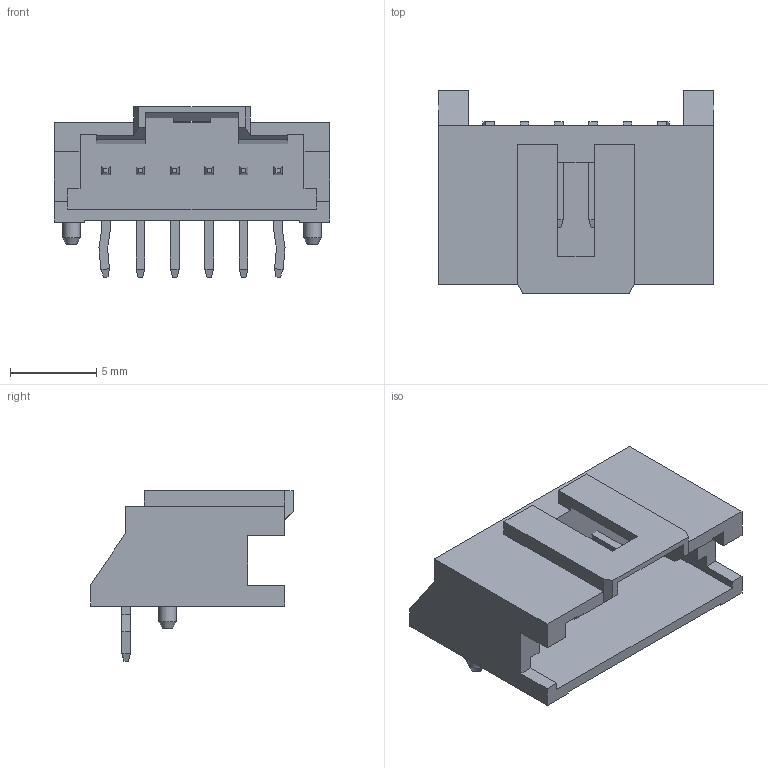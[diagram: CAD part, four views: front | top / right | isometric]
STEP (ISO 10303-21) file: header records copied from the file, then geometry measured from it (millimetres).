
FILE_DESCRIPTION(/* description */ (''),/* implementation_level */ '2;1');
FILE_NAME(/* name */ '559350610.step',/* time_stamp */ '2023-10-25T16:28:37-04:00',/* author */ (''),/* organization */ (''),/* preprocessor_version */ 'ST-DEVELOPER v20',/* originating_system */ 'Autodesk Translation Framework v12.14.0.127',/* authorisation */ '');
FILE_SCHEMA (('AUTOMOTIVE_DESIGN { 1 0 10303 214 3 1 1 }'));
Length unit declared in the file: millimetre
Products named in the file (1): (Unsaved)
Bounding box: 16 x 11.75 x 9.91 mm (x, y, z)
Volume: 476.7 mm3; surface area: 1051.9 mm2
Topology: 7 solids, 7 shells, 193 faces, 483 edges, 304 vertices
Faces by surface type: plane 183, cylinder 8, cone 2
Full cylindrical faces by diameter (mm): 1 x2
Entity records: 5628 total; most frequent: CARTESIAN_POINT 981, ORIENTED_EDGE 966, DIRECTION 889, EDGE_CURVE 483, LINE 465, VECTOR 465, VERTEX_POINT 304, AXIS2_PLACEMENT_3D 212
